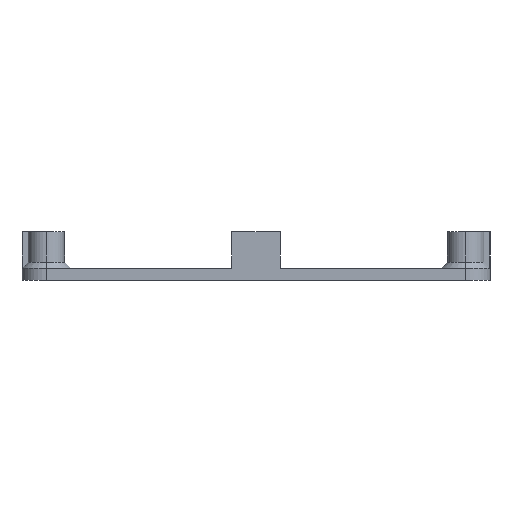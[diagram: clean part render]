
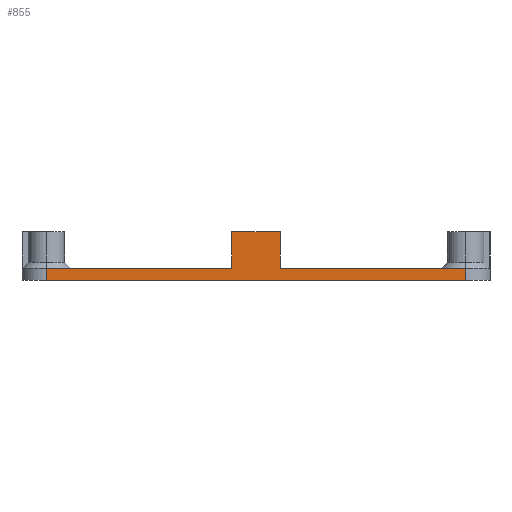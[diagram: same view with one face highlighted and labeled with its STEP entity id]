
A CAD part, left-side view. The second image highlights one B-rep face of the part: STEP entity #855.
In plain terms, the highlighted planar face has unit normal (-1, 0, 0).
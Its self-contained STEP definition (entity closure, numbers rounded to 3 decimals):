
#12 = LINE ( 'NONE', #381, #2285 ) ;
#102 = CARTESIAN_POINT ( 'NONE',  ( -38.5, -4., 16.544 ) ) ;
#190 = VECTOR ( 'NONE', #1517, 1000. ) ;
#244 = VERTEX_POINT ( 'NONE', #250 ) ;
#250 = CARTESIAN_POINT ( 'NONE',  ( -38.5, -34.5, 2. ) ) ;
#299 = ORIENTED_EDGE ( 'NONE', *, *, #322, .T. ) ;
#318 = VECTOR ( 'NONE', #1412, 1000. ) ;
#322 = EDGE_CURVE ( 'NONE', #1458, #877, #2654, .T. ) ;
#375 = VERTEX_POINT ( 'NONE', #1162 ) ;
#381 = CARTESIAN_POINT ( 'NONE',  ( -38.5, 34.5, 2. ) ) ;
#410 = CARTESIAN_POINT ( 'NONE',  ( -38.5, -4., 2. ) ) ;
#451 = LINE ( 'NONE', #102, #1345 ) ;
#455 = FACE_OUTER_BOUND ( 'NONE', #1811, .T. ) ;
#479 = CARTESIAN_POINT ( 'NONE',  ( -38.5, -34.5, 0. ) ) ;
#565 = ORIENTED_EDGE ( 'NONE', *, *, #1724, .F. ) ;
#594 = DIRECTION ( 'NONE',  ( 0., 0., -1. ) ) ;
#663 = VECTOR ( 'NONE', #1525, 1000. ) ;
#677 = VERTEX_POINT ( 'NONE', #410 ) ;
#697 = EDGE_CURVE ( 'NONE', #375, #2231, #2286, .T. ) ;
#711 = ORIENTED_EDGE ( 'NONE', *, *, #768, .T. ) ;
#766 = EDGE_CURVE ( 'NONE', #2733, #2361, #2002, .T. ) ;
#768 = EDGE_CURVE ( 'NONE', #375, #2361, #1551, .T. ) ;
#855 = ADVANCED_FACE ( 'NONE', ( #455 ), #1995, .F. ) ;
#877 = VERTEX_POINT ( 'NONE', #479 ) ;
#908 = ORIENTED_EDGE ( 'NONE', *, *, #697, .F. ) ;
#922 = CARTESIAN_POINT ( 'NONE',  ( -38.5, 4., 2. ) ) ;
#1162 = CARTESIAN_POINT ( 'NONE',  ( -38.5, 4., 8. ) ) ;
#1242 = VECTOR ( 'NONE', #1747, 1000. ) ;
#1245 = EDGE_CURVE ( 'NONE', #2733, #1458, #12, .T. ) ;
#1310 = ORIENTED_EDGE ( 'NONE', *, *, #766, .F. ) ;
#1345 = VECTOR ( 'NONE', #2510, 1000. ) ;
#1354 = DIRECTION ( 'NONE',  ( 1., 0., 0. ) ) ;
#1412 = DIRECTION ( 'NONE',  ( 0., 0., 1. ) ) ;
#1458 = VERTEX_POINT ( 'NONE', #1582 ) ;
#1517 = DIRECTION ( 'NONE',  ( 0., 0., -1. ) ) ;
#1525 = DIRECTION ( 'NONE',  ( 0., -1., 0. ) ) ;
#1551 = LINE ( 'NONE', #2607, #190 ) ;
#1582 = CARTESIAN_POINT ( 'NONE',  ( -38.5, 34.5, 0. ) ) ;
#1673 = LINE ( 'NONE', #2727, #318 ) ;
#1724 = EDGE_CURVE ( 'NONE', #2231, #677, #451, .T. ) ;
#1725 = CARTESIAN_POINT ( 'NONE',  ( -38.5, -4., 8. ) ) ;
#1747 = DIRECTION ( 'NONE',  ( 0., -1., 0. ) ) ;
#1785 = VECTOR ( 'NONE', #2175, 1000. ) ;
#1803 = ORIENTED_EDGE ( 'NONE', *, *, #2135, .F. ) ;
#1811 = EDGE_LOOP ( 'NONE', ( #299, #2157, #1803, #565, #908, #711, #1310, #2334 ) ) ;
#1930 = CARTESIAN_POINT ( 'NONE',  ( -38.5, 34.5, 2. ) ) ;
#1949 = CARTESIAN_POINT ( 'NONE',  ( -38.5, 4., 8. ) ) ;
#1995 = PLANE ( 'NONE',  #2220 ) ;
#2002 = LINE ( 'NONE', #2155, #663 ) ;
#2135 = EDGE_CURVE ( 'NONE', #677, #244, #2281, .T. ) ;
#2155 = CARTESIAN_POINT ( 'NONE',  ( -38.5, -38.5, 2. ) ) ;
#2157 = ORIENTED_EDGE ( 'NONE', *, *, #2415, .T. ) ;
#2175 = DIRECTION ( 'NONE',  ( 0., -1., 0. ) ) ;
#2220 = AXIS2_PLACEMENT_3D ( 'NONE', #2423, #1354, #2225 ) ;
#2225 = DIRECTION ( 'NONE',  ( 0., 0., -1. ) ) ;
#2231 = VERTEX_POINT ( 'NONE', #1725 ) ;
#2277 = CARTESIAN_POINT ( 'NONE',  ( -38.5, -38.5, 0. ) ) ;
#2281 = LINE ( 'NONE', #2793, #1785 ) ;
#2285 = VECTOR ( 'NONE', #594, 1000. ) ;
#2286 = LINE ( 'NONE', #1949, #1242 ) ;
#2334 = ORIENTED_EDGE ( 'NONE', *, *, #1245, .T. ) ;
#2361 = VERTEX_POINT ( 'NONE', #922 ) ;
#2415 = EDGE_CURVE ( 'NONE', #877, #244, #1673, .T. ) ;
#2423 = CARTESIAN_POINT ( 'NONE',  ( -38.5, -38.5, 2. ) ) ;
#2494 = DIRECTION ( 'NONE',  ( 0., -1., 0. ) ) ;
#2510 = DIRECTION ( 'NONE',  ( 0., 0., -1. ) ) ;
#2607 = CARTESIAN_POINT ( 'NONE',  ( -38.5, 4., 16.544 ) ) ;
#2654 = LINE ( 'NONE', #2277, #2691 ) ;
#2691 = VECTOR ( 'NONE', #2494, 1000. ) ;
#2727 = CARTESIAN_POINT ( 'NONE',  ( -38.5, -34.5, 2. ) ) ;
#2733 = VERTEX_POINT ( 'NONE', #1930 ) ;
#2793 = CARTESIAN_POINT ( 'NONE',  ( -38.5, -38.5, 2. ) ) ;
